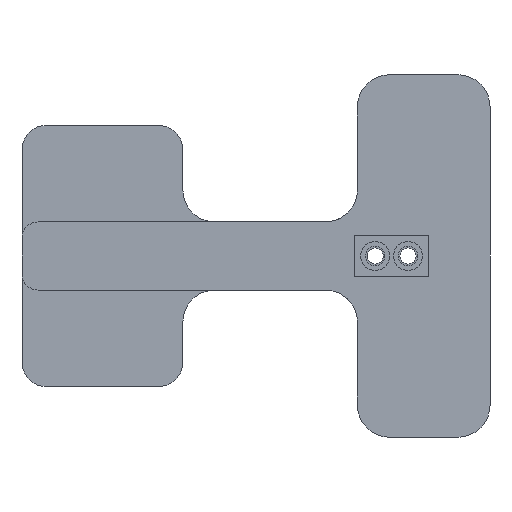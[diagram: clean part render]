
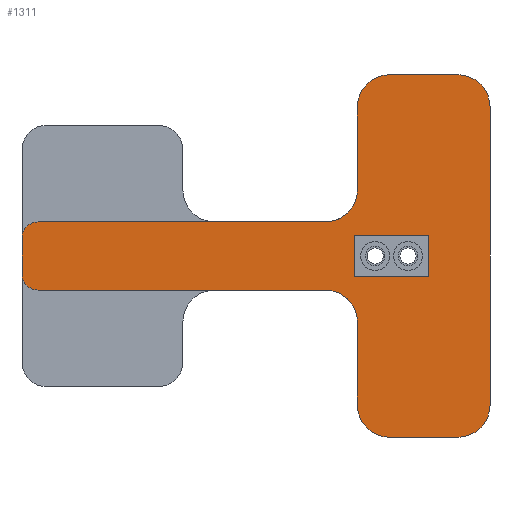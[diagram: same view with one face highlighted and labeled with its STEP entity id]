
A CAD part, front view. The second image highlights one B-rep face of the part: STEP entity #1311.
In plain terms, the highlighted planar face has unit normal (0, -1, 0).
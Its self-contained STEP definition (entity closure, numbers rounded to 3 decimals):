
#29=FACE_BOUND('',#185,.T.);
#50=PLANE('',#1415);
#103=FACE_OUTER_BOUND('',#184,.T.);
#184=EDGE_LOOP('',(#970,#971,#972,#973,#974,#975,#976,#977,#978,#979,#980,
#981,#982,#983,#984,#985));
#185=EDGE_LOOP('',(#986,#987,#988,#989));
#272=LINE('',#1969,#407);
#285=LINE('',#2019,#420);
#287=LINE('',#2023,#422);
#288=LINE('',#2027,#423);
#289=LINE('',#2031,#424);
#290=LINE('',#2036,#425);
#291=LINE('',#2040,#426);
#292=LINE('',#2044,#427);
#293=LINE('',#2048,#428);
#294=LINE('',#2050,#429);
#295=LINE('',#2052,#430);
#296=LINE('',#2053,#431);
#407=VECTOR('',#1572,10.);
#420=VECTOR('',#1605,10.);
#422=VECTOR('',#1609,10.);
#423=VECTOR('',#1612,10.);
#424=VECTOR('',#1615,10.);
#425=VECTOR('',#1620,10.);
#426=VECTOR('',#1623,10.);
#427=VECTOR('',#1626,10.);
#428=VECTOR('',#1629,10.);
#429=VECTOR('',#1630,10.);
#430=VECTOR('',#1631,10.);
#431=VECTOR('',#1632,10.);
#537=CIRCLE('',#1413,10.);
#538=CIRCLE('',#1416,10.);
#539=CIRCLE('',#1417,5.);
#540=CIRCLE('',#1418,5.);
#541=CIRCLE('',#1419,10.);
#542=CIRCLE('',#1420,10.);
#543=CIRCLE('',#1421,10.);
#544=CIRCLE('',#1422,10.);
#595=VERTEX_POINT('',#1966);
#596=VERTEX_POINT('',#1968);
#611=VERTEX_POINT('',#2012);
#612=VERTEX_POINT('',#2013);
#613=VERTEX_POINT('',#2018);
#614=VERTEX_POINT('',#2022);
#615=VERTEX_POINT('',#2024);
#616=VERTEX_POINT('',#2026);
#617=VERTEX_POINT('',#2028);
#618=VERTEX_POINT('',#2030);
#619=VERTEX_POINT('',#2033);
#620=VERTEX_POINT('',#2035);
#621=VERTEX_POINT('',#2037);
#622=VERTEX_POINT('',#2039);
#623=VERTEX_POINT('',#2041);
#624=VERTEX_POINT('',#2043);
#625=VERTEX_POINT('',#2046);
#626=VERTEX_POINT('',#2047);
#627=VERTEX_POINT('',#2049);
#628=VERTEX_POINT('',#2051);
#730=EDGE_CURVE('',#595,#596,#272,.T.);
#747=EDGE_CURVE('',#611,#612,#537,.T.);
#750=EDGE_CURVE('',#612,#613,#285,.T.);
#752=EDGE_CURVE('',#614,#611,#287,.T.);
#753=EDGE_CURVE('',#615,#614,#538,.T.);
#754=EDGE_CURVE('',#616,#615,#288,.T.);
#755=EDGE_CURVE('',#617,#616,#539,.T.);
#756=EDGE_CURVE('',#618,#617,#289,.T.);
#757=EDGE_CURVE('',#596,#618,#540,.T.);
#758=EDGE_CURVE('',#619,#595,#541,.T.);
#759=EDGE_CURVE('',#620,#619,#290,.T.);
#760=EDGE_CURVE('',#621,#620,#542,.T.);
#761=EDGE_CURVE('',#622,#621,#291,.T.);
#762=EDGE_CURVE('',#623,#622,#543,.T.);
#763=EDGE_CURVE('',#624,#623,#292,.T.);
#764=EDGE_CURVE('',#613,#624,#544,.T.);
#765=EDGE_CURVE('',#625,#626,#293,.T.);
#766=EDGE_CURVE('',#626,#627,#294,.T.);
#767=EDGE_CURVE('',#627,#628,#295,.T.);
#768=EDGE_CURVE('',#628,#625,#296,.T.);
#970=ORIENTED_EDGE('',*,*,#747,.F.);
#971=ORIENTED_EDGE('',*,*,#752,.F.);
#972=ORIENTED_EDGE('',*,*,#753,.F.);
#973=ORIENTED_EDGE('',*,*,#754,.F.);
#974=ORIENTED_EDGE('',*,*,#755,.F.);
#975=ORIENTED_EDGE('',*,*,#756,.F.);
#976=ORIENTED_EDGE('',*,*,#757,.F.);
#977=ORIENTED_EDGE('',*,*,#730,.F.);
#978=ORIENTED_EDGE('',*,*,#758,.F.);
#979=ORIENTED_EDGE('',*,*,#759,.F.);
#980=ORIENTED_EDGE('',*,*,#760,.F.);
#981=ORIENTED_EDGE('',*,*,#761,.F.);
#982=ORIENTED_EDGE('',*,*,#762,.F.);
#983=ORIENTED_EDGE('',*,*,#763,.F.);
#984=ORIENTED_EDGE('',*,*,#764,.F.);
#985=ORIENTED_EDGE('',*,*,#750,.F.);
#986=ORIENTED_EDGE('',*,*,#765,.T.);
#987=ORIENTED_EDGE('',*,*,#766,.T.);
#988=ORIENTED_EDGE('',*,*,#767,.T.);
#989=ORIENTED_EDGE('',*,*,#768,.T.);
#1311=ADVANCED_FACE('',(#103,#29),#50,.T.);
#1413=AXIS2_PLACEMENT_3D('',#2014,#1599,#1600);
#1415=AXIS2_PLACEMENT_3D('',#2021,#1607,#1608);
#1416=AXIS2_PLACEMENT_3D('',#2025,#1610,#1611);
#1417=AXIS2_PLACEMENT_3D('',#2029,#1613,#1614);
#1418=AXIS2_PLACEMENT_3D('',#2032,#1616,#1617);
#1419=AXIS2_PLACEMENT_3D('',#2034,#1618,#1619);
#1420=AXIS2_PLACEMENT_3D('',#2038,#1621,#1622);
#1421=AXIS2_PLACEMENT_3D('',#2042,#1624,#1625);
#1422=AXIS2_PLACEMENT_3D('',#2045,#1627,#1628);
#1572=DIRECTION('',(-1.,0.,0.));
#1599=DIRECTION('center_axis',(0.,1.,0.));
#1600=DIRECTION('ref_axis',(-0.707,0.,0.707));
#1605=DIRECTION('',(1.,0.,0.));
#1607=DIRECTION('center_axis',(0.,-1.,0.));
#1608=DIRECTION('ref_axis',(1.,0.,0.));
#1609=DIRECTION('',(0.,0.,1.));
#1610=DIRECTION('center_axis',(0.,-1.,0.));
#1611=DIRECTION('ref_axis',(0.707,0.,-0.707));
#1612=DIRECTION('',(1.,0.,0.));
#1613=DIRECTION('center_axis',(0.,1.,0.));
#1614=DIRECTION('ref_axis',(-0.707,0.,0.707));
#1615=DIRECTION('',(0.,0.,1.));
#1616=DIRECTION('center_axis',(0.,1.,0.));
#1617=DIRECTION('ref_axis',(-0.707,0.,-0.707));
#1618=DIRECTION('center_axis',(0.,-1.,0.));
#1619=DIRECTION('ref_axis',(0.707,0.,0.707));
#1620=DIRECTION('',(0.,0.,1.));
#1621=DIRECTION('center_axis',(0.,1.,0.));
#1622=DIRECTION('ref_axis',(-0.707,0.,-0.707));
#1623=DIRECTION('',(-1.,0.,0.));
#1624=DIRECTION('center_axis',(0.,1.,0.));
#1625=DIRECTION('ref_axis',(0.707,0.,-0.707));
#1626=DIRECTION('',(0.,0.,-1.));
#1627=DIRECTION('center_axis',(0.,1.,0.));
#1628=DIRECTION('ref_axis',(0.707,0.,0.707));
#1629=DIRECTION('',(0.,0.,-1.));
#1630=DIRECTION('',(-1.,0.,0.));
#1631=DIRECTION('',(0.,0.,1.));
#1632=DIRECTION('',(1.,0.,0.));
#1966=CARTESIAN_POINT('',(44.3,-52.,-16.95));
#1968=CARTESIAN_POINT('',(-45.,-52.,-16.95));
#1969=CARTESIAN_POINT('',(59.6,-52.,-16.95));
#2012=CARTESIAN_POINT('',(54.3,-52.,40.));
#2013=CARTESIAN_POINT('',(64.3,-52.,50.));
#2014=CARTESIAN_POINT('Origin',(64.3,-52.,40.));
#2018=CARTESIAN_POINT('',(85.5,-52.,50.));
#2019=CARTESIAN_POINT('',(64.9,-52.,50.));
#2021=CARTESIAN_POINT('Origin',(64.9,-52.,-6.35));
#2022=CARTESIAN_POINT('',(54.3,-52.,14.25));
#2023=CARTESIAN_POINT('',(54.3,-52.,-3.175));
#2024=CARTESIAN_POINT('',(44.3,-52.,4.25));
#2025=CARTESIAN_POINT('Origin',(44.3,-52.,14.25));
#2026=CARTESIAN_POINT('',(-45.,-52.,4.25));
#2027=CARTESIAN_POINT('',(59.6,-52.,4.25));
#2028=CARTESIAN_POINT('',(-50.,-52.,-0.75));
#2029=CARTESIAN_POINT('Origin',(-45.,-52.,-0.75));
#2030=CARTESIAN_POINT('',(-50.,-52.,-11.95));
#2031=CARTESIAN_POINT('',(-50.,-52.,-6.35));
#2032=CARTESIAN_POINT('Origin',(-45.,-52.,-11.95));
#2033=CARTESIAN_POINT('',(54.3,-52.,-26.95));
#2034=CARTESIAN_POINT('Origin',(44.3,-52.,-26.95));
#2035=CARTESIAN_POINT('',(54.3,-52.,-52.7));
#2036=CARTESIAN_POINT('',(54.3,-52.,-3.175));
#2037=CARTESIAN_POINT('',(64.3,-52.,-62.7));
#2038=CARTESIAN_POINT('Origin',(64.3,-52.,-52.7));
#2039=CARTESIAN_POINT('',(85.5,-52.,-62.7));
#2040=CARTESIAN_POINT('',(64.9,-52.,-62.7));
#2041=CARTESIAN_POINT('',(95.5,-52.,-52.7));
#2042=CARTESIAN_POINT('Origin',(85.5,-52.,-52.7));
#2043=CARTESIAN_POINT('',(95.5,-52.,40.));
#2044=CARTESIAN_POINT('',(95.5,-52.,-3.175));
#2045=CARTESIAN_POINT('Origin',(85.5,-52.,40.));
#2046=CARTESIAN_POINT('',(76.5,-52.,0.15));
#2047=CARTESIAN_POINT('',(76.5,-52.,-12.85));
#2048=CARTESIAN_POINT('',(76.5,-52.,-3.1));
#2049=CARTESIAN_POINT('',(53.3,-52.,-12.85));
#2050=CARTESIAN_POINT('',(70.7,-52.,-12.85));
#2051=CARTESIAN_POINT('',(53.3,-52.,0.15));
#2052=CARTESIAN_POINT('',(53.3,-52.,-9.6));
#2053=CARTESIAN_POINT('',(59.1,-52.,0.15));
